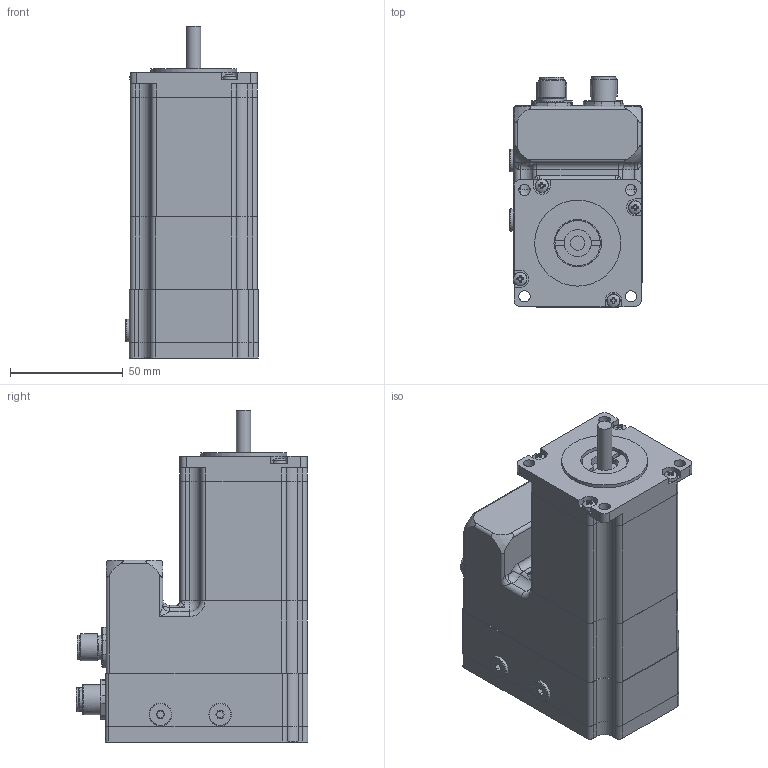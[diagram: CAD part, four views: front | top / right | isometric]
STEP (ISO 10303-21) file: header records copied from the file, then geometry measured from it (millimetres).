
FILE_DESCRIPTION(/* description */ (''),/* implementation_level */ '2;1');
FILE_NAME(/* name */ 'PD4-E591L42-M-65-2.stp',/* time_stamp */ '2017-12-14T10:14:31+01:00',/* author */ ('angelika.schneid'),/* organization */ (''),/* preprocessor_version */ 'ST-DEVELOPER v17',/* originating_system */ 'Autodesk Inventor 2018',/* authorisation */ '');
FILE_SCHEMA (('AUTOMOTIVE_DESIGN { 1 0 10303 214 3 1 1 }'));
Length unit declared in the file: millimetre
Products named in the file (1): PD4-E591L42-M-65-2_Shrinkwrap_1
Bounding box: 58.5 x 102.74 x 147.1 mm (x, y, z)
Surface area: 63006.1 mm2 (no closed solid volume)
Topology: 0 solids, 52 shells, 952 faces, 2906 edges, 2011 vertices
Faces by surface type: plane 449, cylinder 223, cone 142, torus 74, bspline 38, sphere 26
Full cylindrical faces by diameter (mm): 0.63 x12, 1 x8, 1.1 x5, 2.693 x1, 3.4 x4, 5 x4, 5.5 x4, 6.35 x1, 10 x2, 10.7 x3, 10.75 x1, 10.9 x2, 11.9 x1, 12 x2, 20 x1, 21 x1, 38.1 x1
Entity records: 36364 total; most frequent: CARTESIAN_POINT 9078, DIRECTION 5671, ORIENTED_EDGE 5238, EDGE_CURVE 2882, AXIS2_PLACEMENT_3D 2131, VERTEX_POINT 2011, LINE 1409, VECTOR 1409
